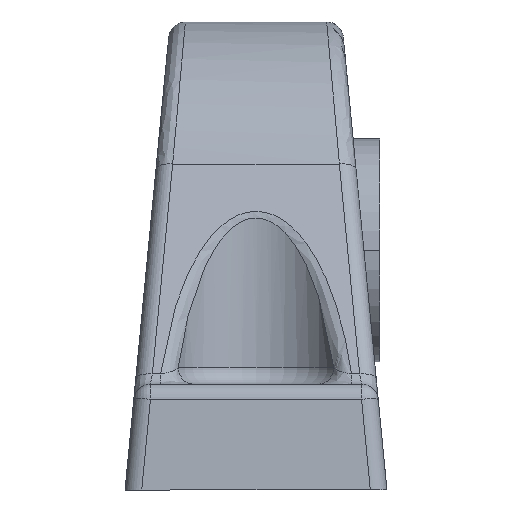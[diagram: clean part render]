
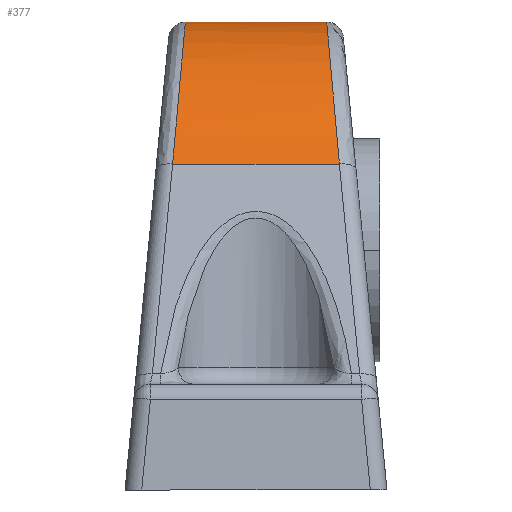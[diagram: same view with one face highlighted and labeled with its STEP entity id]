
A CAD part, left-side view. The second image highlights one B-rep face of the part: STEP entity #377.
In plain terms, the highlighted cylindrical face has radius 42 mm (diameter 84 mm), a partial arc.
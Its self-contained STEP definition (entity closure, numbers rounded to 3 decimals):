
#72 = CARTESIAN_POINT ( 'NONE',  ( -38.622, 14.967, 58.502 ) ) ;
#95 = EDGE_CURVE ( 'NONE', #546, #1760, #1676, .T. ) ;
#235 = CARTESIAN_POINT ( 'NONE',  ( -31.81, 13.541, 74.447 ) ) ;
#354 =( BOUNDED_CURVE ( )  B_SPLINE_CURVE ( 3, ( #3377, #2147, #235, #2464 ),
 .UNSPECIFIED., .F., .F. ) 
 B_SPLINE_CURVE_WITH_KNOTS ( ( 4, 4 ),
 ( 3.142, 4.309 ),
 .UNSPECIFIED. ) 
 CURVE ( )  GEOMETRIC_REPRESENTATION_ITEM ( )  RATIONAL_B_SPLINE_CURVE ( ( 1., 0.89, 0.89, 1. ) ) 
 REPRESENTATION_ITEM ( '' )  );
#377 = ADVANCED_FACE ( 'NONE', ( #2424 ), #1091, .T. ) ;
#379 = VECTOR ( 'NONE', #417, 1000. ) ;
#417 = DIRECTION ( 'NONE',  ( 0., 1., 0. ) ) ;
#445 = CARTESIAN_POINT ( 'NONE',  ( 0., 12.687, 84. ) ) ;
#534 = EDGE_CURVE ( 'NONE', #2910, #2431, #354, .T. ) ;
#546 = VERTEX_POINT ( 'NONE', #2505 ) ;
#869 = EDGE_CURVE ( 'NONE', #546, #2431, #3309, .T. ) ;
#873 = CARTESIAN_POINT ( 'NONE',  ( -17.339, -12.687, 84. ) ) ;
#1009 = ORIENTED_EDGE ( 'NONE', *, *, #3240, .T. ) ;
#1091 = CYLINDRICAL_SURFACE ( 'NONE', #1493, 42. ) ;
#1429 = LINE ( 'NONE', #3002, #379 ) ;
#1471 = CARTESIAN_POINT ( 'NONE',  ( -31.81, -13.541, 74.447 ) ) ;
#1493 = AXIS2_PLACEMENT_3D ( 'NONE', #2247, #2531, #2872 ) ;
#1676 =( BOUNDED_CURVE ( )  B_SPLINE_CURVE ( 3, ( #2722, #1471, #873, #3088 ),
 .UNSPECIFIED., .F., .T. ) 
 B_SPLINE_CURVE_WITH_KNOTS ( ( 4, 4 ),
 ( 5.116, 6.283 ),
 .UNSPECIFIED. ) 
 CURVE ( )  GEOMETRIC_REPRESENTATION_ITEM ( )  RATIONAL_B_SPLINE_CURVE ( ( 1., 0.89, 0.89, 1. ) ) 
 REPRESENTATION_ITEM ( '' )  );
#1760 = VERTEX_POINT ( 'NONE', #3339 ) ;
#1905 = EDGE_LOOP ( 'NONE', ( #1976, #1009, #1928, #2729 ) ) ;
#1928 = ORIENTED_EDGE ( 'NONE', *, *, #534, .T. ) ;
#1976 = ORIENTED_EDGE ( 'NONE', *, *, #95, .T. ) ;
#2070 = VECTOR ( 'NONE', #2762, 1000. ) ;
#2147 = CARTESIAN_POINT ( 'NONE',  ( -17.339, 12.687, 84. ) ) ;
#2247 = CARTESIAN_POINT ( 'NONE',  ( 0., -192.036, 42. ) ) ;
#2424 = FACE_OUTER_BOUND ( 'NONE', #1905, .T. ) ;
#2431 = VERTEX_POINT ( 'NONE', #72 ) ;
#2464 = CARTESIAN_POINT ( 'NONE',  ( -38.622, 14.967, 58.502 ) ) ;
#2505 = CARTESIAN_POINT ( 'NONE',  ( -38.622, -14.967, 58.502 ) ) ;
#2531 = DIRECTION ( 'NONE',  ( 0., 1., 0. ) ) ;
#2722 = CARTESIAN_POINT ( 'NONE',  ( -38.622, -14.967, 58.502 ) ) ;
#2729 = ORIENTED_EDGE ( 'NONE', *, *, #869, .F. ) ;
#2762 = DIRECTION ( 'NONE',  ( 0., 1., 0. ) ) ;
#2872 = DIRECTION ( 'NONE',  ( 0., 0., 1. ) ) ;
#2910 = VERTEX_POINT ( 'NONE', #445 ) ;
#3002 = CARTESIAN_POINT ( 'NONE',  ( 0., -192.036, 84. ) ) ;
#3088 = CARTESIAN_POINT ( 'NONE',  ( 0., -12.687, 84. ) ) ;
#3240 = EDGE_CURVE ( 'NONE', #1760, #2910, #1429, .T. ) ;
#3309 = LINE ( 'NONE', #4037, #2070 ) ;
#3339 = CARTESIAN_POINT ( 'NONE',  ( 0., -12.687, 84. ) ) ;
#3377 = CARTESIAN_POINT ( 'NONE',  ( 0., 12.687, 84. ) ) ;
#4037 = CARTESIAN_POINT ( 'NONE',  ( -38.622, -192.036, 58.502 ) ) ;
